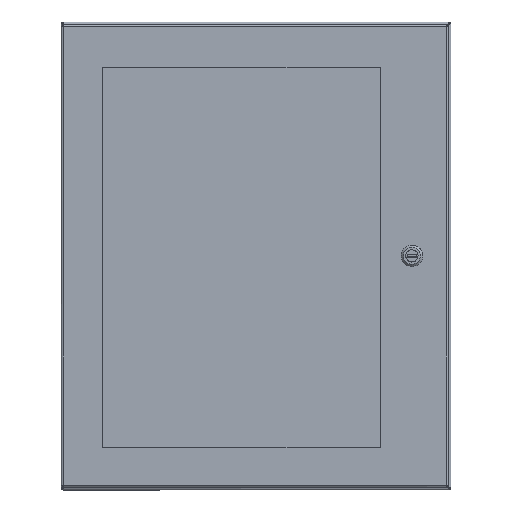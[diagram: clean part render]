
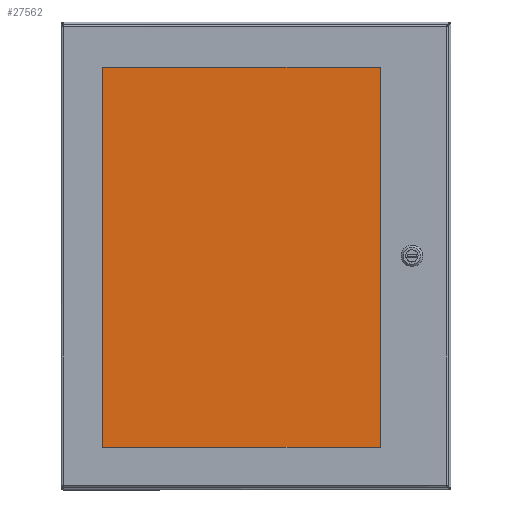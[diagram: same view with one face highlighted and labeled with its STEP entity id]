
A CAD part, top view. The second image highlights one B-rep face of the part: STEP entity #27562.
In plain terms, the highlighted planar face has unit normal (0, 0, 1).
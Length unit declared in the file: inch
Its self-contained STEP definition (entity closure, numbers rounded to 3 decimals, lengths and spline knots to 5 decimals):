
#322 = VERTEX_POINT ( 'NONE', #63562 ) ;
#1856 = VERTEX_POINT ( 'NONE', #59081 ) ;
#2885 = CARTESIAN_POINT ( 'NONE',  ( 16.875, 1.6875, 8.8435 ) ) ;
#10622 = EDGE_CURVE ( 'NONE', #38337, #48786, #79989, .T. ) ;
#13248 = DIRECTION ( 'NONE',  ( 1., 0., 0. ) ) ;
#13313 = CARTESIAN_POINT ( 'NONE',  ( 16.875, 22.1875, 8.8435 ) ) ;
#15050 = EDGE_CURVE ( 'NONE', #48786, #1856, #63549, .T. ) ;
#19962 = CARTESIAN_POINT ( 'NONE',  ( 1.625, 1.6875, 8.8435 ) ) ;
#22236 = DIRECTION ( 'NONE',  ( 0., -1., 0. ) ) ;
#23074 = PLANE ( 'NONE',  #98042 ) ;
#27562 = ADVANCED_FACE ( 'NONE', ( #68226 ), #23074, .T. ) ;
#28526 = VECTOR ( 'NONE', #81522, 39.37008 ) ;
#31305 = LINE ( 'NONE', #19962, #28526 ) ;
#31660 = VECTOR ( 'NONE', #92348, 39.37008 ) ;
#33346 = EDGE_CURVE ( 'NONE', #322, #38337, #114426, .T. ) ;
#38337 = VERTEX_POINT ( 'NONE', #97780 ) ;
#38999 = ORIENTED_EDGE ( 'NONE', *, *, #15050, .F. ) ;
#45555 = EDGE_CURVE ( 'NONE', #1856, #322, #31305, .T. ) ;
#47793 = CARTESIAN_POINT ( 'NONE',  ( 1.625, 22.1875, 8.8435 ) ) ;
#48786 = VERTEX_POINT ( 'NONE', #2885 ) ;
#59081 = CARTESIAN_POINT ( 'NONE',  ( 1.625, 1.6875, 8.8435 ) ) ;
#61078 = EDGE_LOOP ( 'NONE', ( #102828, #105716, #72209, #38999 ) ) ;
#63549 = LINE ( 'NONE', #65024, #31660 ) ;
#63562 = CARTESIAN_POINT ( 'NONE',  ( 1.625, 22.1875, 8.8435 ) ) ;
#65024 = CARTESIAN_POINT ( 'NONE',  ( 16.875, 1.6875, 8.8435 ) ) ;
#68226 = FACE_OUTER_BOUND ( 'NONE', #61078, .T. ) ;
#68748 = DIRECTION ( 'NONE',  ( 0., 0., 1. ) ) ;
#72209 = ORIENTED_EDGE ( 'NONE', *, *, #45555, .F. ) ;
#76098 = CARTESIAN_POINT ( 'NONE',  ( 9.25, 11.9375, 8.8435 ) ) ;
#79989 = LINE ( 'NONE', #13313, #93901 ) ;
#81522 = DIRECTION ( 'NONE',  ( 0., 1., 0. ) ) ;
#90896 = VECTOR ( 'NONE', #13248, 39.37008 ) ;
#92348 = DIRECTION ( 'NONE',  ( -1., 0., 0. ) ) ;
#93901 = VECTOR ( 'NONE', #22236, 39.37008 ) ;
#97780 = CARTESIAN_POINT ( 'NONE',  ( 16.875, 22.1875, 8.8435 ) ) ;
#98042 = AXIS2_PLACEMENT_3D ( 'NONE', #76098, #68748, #112751 ) ;
#102828 = ORIENTED_EDGE ( 'NONE', *, *, #10622, .F. ) ;
#105716 = ORIENTED_EDGE ( 'NONE', *, *, #33346, .F. ) ;
#112751 = DIRECTION ( 'NONE',  ( 1., 0., 0. ) ) ;
#114426 = LINE ( 'NONE', #47793, #90896 ) ;
